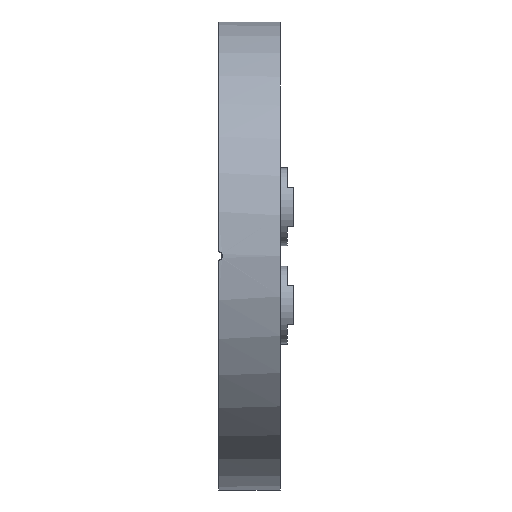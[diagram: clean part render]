
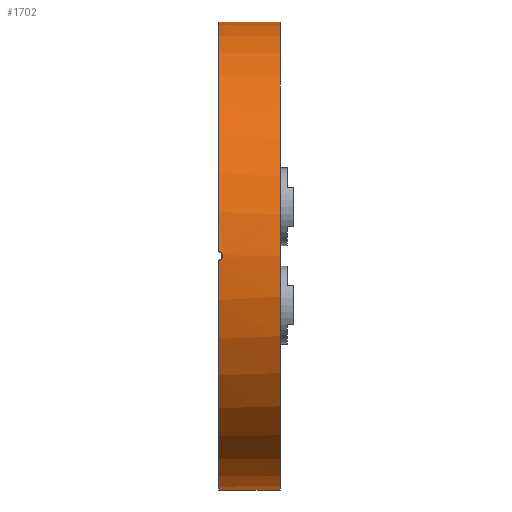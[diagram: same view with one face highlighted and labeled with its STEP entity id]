
A CAD part, left-side view. The second image highlights one B-rep face of the part: STEP entity #1702.
In plain terms, the highlighted cylindrical face has radius 57.15 mm (diameter 114.3 mm), a partial arc.
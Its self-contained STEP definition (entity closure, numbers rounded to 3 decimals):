
#161 = EDGE_CURVE ( 'NONE', #3570, #502, #5092, .T. ) ;
#502 = VERTEX_POINT ( 'NONE', #4219 ) ;
#815 = DIRECTION ( 'NONE',  ( 0., 1., 0. ) ) ;
#844 = ORIENTED_EDGE ( 'NONE', *, *, #12089, .F. ) ;
#971 = EDGE_CURVE ( 'NONE', #6174, #1519, #9746, .T. ) ;
#1468 = CARTESIAN_POINT ( 'NONE',  ( -57.15, -1., -0.13 ) ) ;
#1519 = VERTEX_POINT ( 'NONE', #9566 ) ;
#1702 = ADVANCED_FACE ( 'NONE', ( #6852 ), #9901, .T. ) ;
#1858 = CARTESIAN_POINT ( 'NONE',  ( 0., -15., 0. ) ) ;
#2118 = CARTESIAN_POINT ( 'NONE',  ( 0., -15., 0. ) ) ;
#2196 = ORIENTED_EDGE ( 'NONE', *, *, #3179, .F. ) ;
#2444 = AXIS2_PLACEMENT_3D ( 'NONE', #2752, #6752, #11615 ) ;
#2661 = VECTOR ( 'NONE', #815, 1000. ) ;
#2752 = CARTESIAN_POINT ( 'NONE',  ( 0., 0., 0. ) ) ;
#3179 = EDGE_CURVE ( 'NONE', #3570, #10863, #10454, .T. ) ;
#3261 = CARTESIAN_POINT ( 'NONE',  ( -57.141, 0., 1. ) ) ;
#3403 = DIRECTION ( 'NONE',  ( 0., 1., 0. ) ) ;
#3570 = VERTEX_POINT ( 'NONE', #3261 ) ;
#3700 = CARTESIAN_POINT ( 'NONE',  ( -57.143, -0.521, -0.893 ) ) ;
#4090 = DIRECTION ( 'NONE',  ( 0., 0., 1. ) ) ;
#4094 = EDGE_CURVE ( 'NONE', #6174, #9321, #9437, .T. ) ;
#4219 = CARTESIAN_POINT ( 'NONE',  ( -57.141, 0., -1. ) ) ;
#4388 = CARTESIAN_POINT ( 'NONE',  ( 0., -15., 57.15 ) ) ;
#4618 = CARTESIAN_POINT ( 'NONE',  ( -57.141, -0.264, -1. ) ) ;
#4682 = CARTESIAN_POINT ( 'NONE',  ( -57.147, -0.801, -0.613 ) ) ;
#5044 = AXIS2_PLACEMENT_3D ( 'NONE', #1858, #9897, #5776 ) ;
#5084 = ORIENTED_EDGE ( 'NONE', *, *, #4094, .T. ) ;
#5092 = B_SPLINE_CURVE_WITH_KNOTS ( 'NONE', 3,
 ( #11201, #5270, #7316, #11272, #10689, #7515, #7451, #9708, #9511, #1468, #11529, #11396, #4682, #3700, #4618, #12624 ),
 .UNSPECIFIED., .F., .F.,
 ( 4, 2, 2, 2, 2, 2, 2, 4 ),
 ( 0., 0., 0.001, 0.001, 0.002, 0.002, 0.002, 0.003 ),
 .UNSPECIFIED. ) ;
#5270 = CARTESIAN_POINT ( 'NONE',  ( -57.141, -0.132, 1. ) ) ;
#5727 = LINE ( 'NONE', #11661, #2661 ) ;
#5776 = DIRECTION ( 'NONE',  ( 0., 0., 1. ) ) ;
#6107 = VECTOR ( 'NONE', #8004, 1000. ) ;
#6174 = VERTEX_POINT ( 'NONE', #11193 ) ;
#6752 = DIRECTION ( 'NONE',  ( 0., 1., 0. ) ) ;
#6852 = FACE_OUTER_BOUND ( 'NONE', #10540, .T. ) ;
#7316 = CARTESIAN_POINT ( 'NONE',  ( -57.142, -0.262, 0.974 ) ) ;
#7375 = CARTESIAN_POINT ( 'NONE',  ( 0., 0., 57.15 ) ) ;
#7410 = DIRECTION ( 'NONE',  ( 0., 0., 1. ) ) ;
#7451 = CARTESIAN_POINT ( 'NONE',  ( -57.148, -0.874, 0.503 ) ) ;
#7515 = CARTESIAN_POINT ( 'NONE',  ( -57.147, -0.799, 0.615 ) ) ;
#8004 = DIRECTION ( 'NONE',  ( 0., 1., 0. ) ) ;
#8084 = CIRCLE ( 'NONE', #2444, 57.15 ) ;
#8482 = ORIENTED_EDGE ( 'NONE', *, *, #161, .T. ) ;
#8565 = ORIENTED_EDGE ( 'NONE', *, *, #971, .F. ) ;
#8584 = AXIS2_PLACEMENT_3D ( 'NONE', #12333, #3403, #7410 ) ;
#9093 = EDGE_CURVE ( 'NONE', #9321, #10863, #5727, .T. ) ;
#9321 = VERTEX_POINT ( 'NONE', #4388 ) ;
#9437 = CIRCLE ( 'NONE', #5044, 57.15 ) ;
#9511 = CARTESIAN_POINT ( 'NONE',  ( -57.15, -1., 0.131 ) ) ;
#9566 = CARTESIAN_POINT ( 'NONE',  ( 0., 0., -57.15 ) ) ;
#9708 = CARTESIAN_POINT ( 'NONE',  ( -57.15, -0.974, 0.263 ) ) ;
#9746 = LINE ( 'NONE', #11698, #6107 ) ;
#9897 = DIRECTION ( 'NONE',  ( 0., 1., 0. ) ) ;
#9901 = CYLINDRICAL_SURFACE ( 'NONE', #10608, 57.15 ) ;
#10454 = CIRCLE ( 'NONE', #8584, 57.15 ) ;
#10540 = EDGE_LOOP ( 'NONE', ( #8565, #5084, #12206, #2196, #8482, #844 ) ) ;
#10608 = AXIS2_PLACEMENT_3D ( 'NONE', #2118, #12756, #4090 ) ;
#10689 = CARTESIAN_POINT ( 'NONE',  ( -57.144, -0.615, 0.799 ) ) ;
#10863 = VERTEX_POINT ( 'NONE', #7375 ) ;
#11193 = CARTESIAN_POINT ( 'NONE',  ( 0., -15., -57.15 ) ) ;
#11201 = CARTESIAN_POINT ( 'NONE',  ( -57.141, 0., 1. ) ) ;
#11272 = CARTESIAN_POINT ( 'NONE',  ( -57.143, -0.504, 0.874 ) ) ;
#11396 = CARTESIAN_POINT ( 'NONE',  ( -57.148, -0.874, -0.503 ) ) ;
#11529 = CARTESIAN_POINT ( 'NONE',  ( -57.15, -0.974, -0.261 ) ) ;
#11615 = DIRECTION ( 'NONE',  ( 0., 0., 1. ) ) ;
#11661 = CARTESIAN_POINT ( 'NONE',  ( 0., -15., 57.15 ) ) ;
#11698 = CARTESIAN_POINT ( 'NONE',  ( 0., -15., -57.15 ) ) ;
#12089 = EDGE_CURVE ( 'NONE', #1519, #502, #8084, .T. ) ;
#12206 = ORIENTED_EDGE ( 'NONE', *, *, #9093, .T. ) ;
#12333 = CARTESIAN_POINT ( 'NONE',  ( 0., 0., 0. ) ) ;
#12624 = CARTESIAN_POINT ( 'NONE',  ( -57.141, 0., -1. ) ) ;
#12756 = DIRECTION ( 'NONE',  ( 0., 1., 0. ) ) ;
